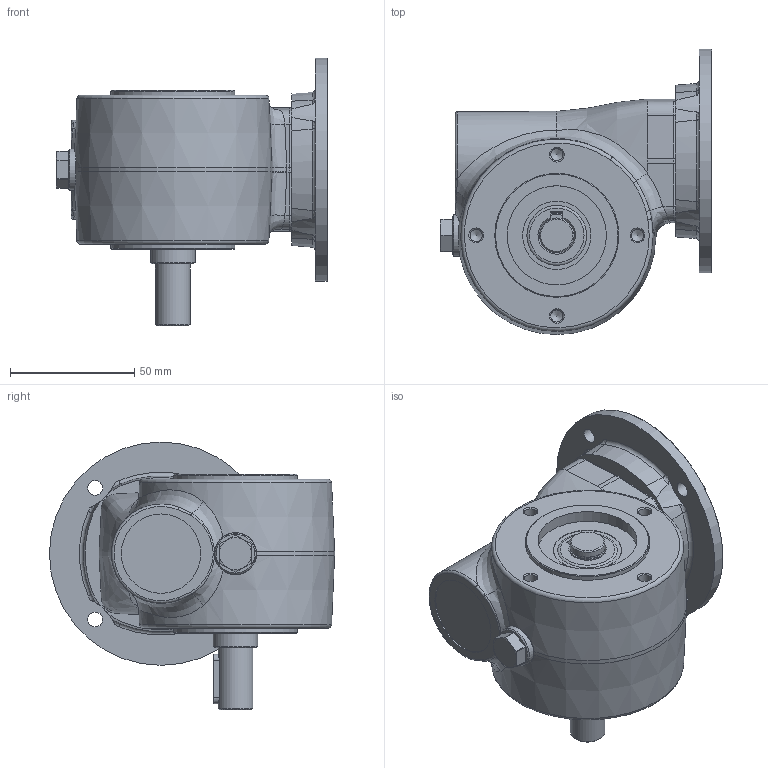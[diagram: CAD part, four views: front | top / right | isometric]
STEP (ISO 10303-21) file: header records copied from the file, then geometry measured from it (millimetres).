
FILE_DESCRIPTION( ( 'Unknown' ), '1' );
FILE_NAME( 'DB27523D58B0FF94372C1ECA2FD0FC9E.3d.stp', 'Unknown', ( 'Unknown' ), ( 'Unknown' ), 'PSStep 10.1', 'Unknown', ' ' );
FILE_SCHEMA( ( 'AUTOMOTIVE_DESIGN { 1 0 10303 214 1 1 1 1 }' ) );
Length unit declared in the file: millimetre
Products named in the file (1): N308800
Bounding box: 109.5 x 114.96 x 108 mm (x, y, z)
Volume: 409609.1 mm3; surface area: 54101.8 mm2
Topology: 1 solids, 9 shells, 332 faces, 806 edges, 517 vertices
Faces by surface type: plane 104, cylinder 87, cone 73, bspline 42, torus 26
Full cylindrical faces by diameter (mm): 4.134 x1, 4.917 x12, 5 x1, 6 x8, 6.5 x4, 10 x4, 11 x4, 13 x1, 14 x3, 16.662 x1, 17 x1, 18 x1, 20 x1, 27.5 x2, 30 x1, 32 x1, 40 x1, 47 x1, 50 x2, 90 x1
Entity records: 16362 total; most frequent: CARTESIAN_POINT 7051, DIRECTION 1328, ORIENTED_EDGE 1240, EDGE_CURVE 620, AXIS2_PLACEMENT_3D 581, EDGE_LOOP 487, VERTEX_POINT 454, FACE_OUTER_BOUND 394
